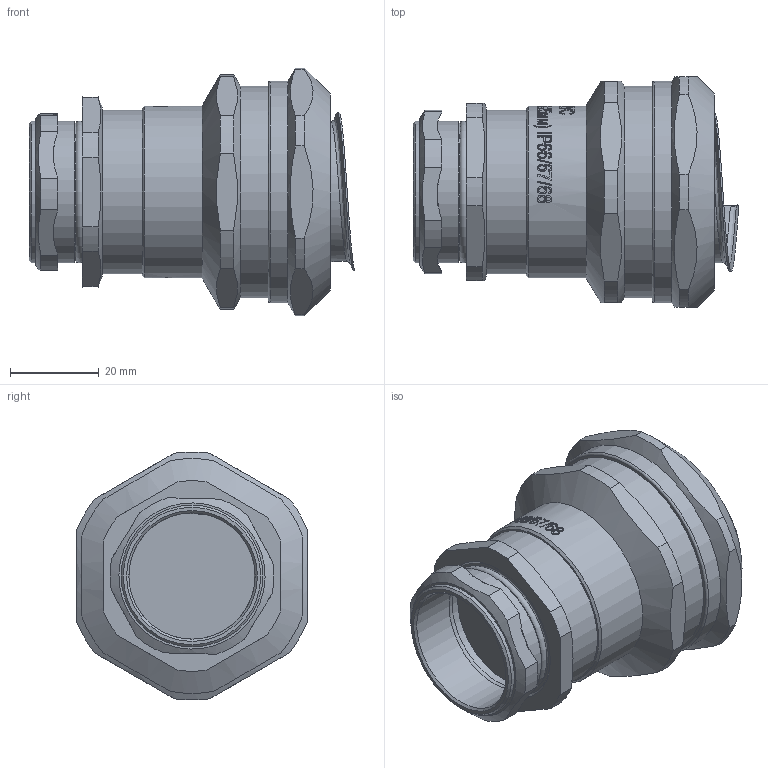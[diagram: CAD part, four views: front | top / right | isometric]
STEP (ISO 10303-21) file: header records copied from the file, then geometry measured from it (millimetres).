
FILE_DESCRIPTION(/* description */ (''),/* implementation_level */ '2;1');
FILE_NAME(/* name */ 'Модель ВК-М32-25-МР32.stp',/* time_stamp */ '2020-07-16T16:12:03+07:00',/* author */ ('Борисов Е'),/* organization */ (''),/* preprocessor_version */ 'ST-DEVELOPER v17',/* originating_system */ 'Autodesk Inventor 2019',/* authorisation */ '');
FILE_SCHEMA (('AUTOMOTIVE_DESIGN { 1 0 10303 214 3 1 1 }'));
Length unit declared in the file: millimetre
Products named in the file (1): Модель ВК-М3
2-25-МР32
Bounding box: 73.44 x 52 x 55.94 mm (x, y, z)
Volume: 71073.1 mm3; surface area: 23919.8 mm2
Topology: 1 solids, 1 shells, 611 faces, 1651 edges, 1105 vertices
Faces by surface type: bspline 308, plane 185, cylinder 90, cone 23, torus 5
Full cylindrical faces by diameter (mm): 28.5 x2, 31.1 x1, 31.9 x1, 32 x2, 37 x1, 38.8 x1, 40 x1, 41 x1, 43.2 x1, 46 x1, 46.5 x1, 47.8 x1, 50 x1
Entity records: 27021 total; most frequent: CARTESIAN_POINT 12910, ORIENTED_EDGE 3302, DIRECTION 1913, EDGE_CURVE 1651, VERTEX_POINT 1105, EDGE_LOOP 674, LINE 651, VECTOR 651
